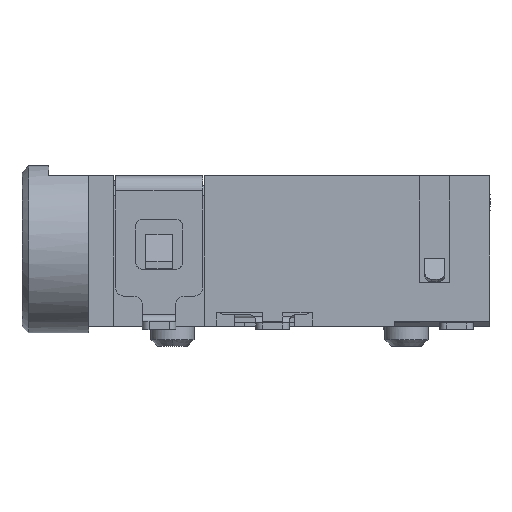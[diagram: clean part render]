
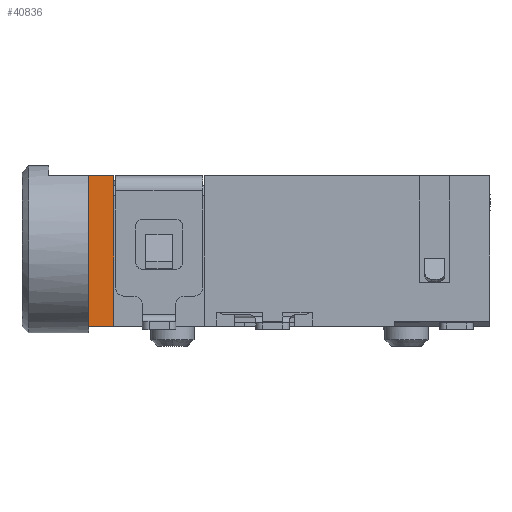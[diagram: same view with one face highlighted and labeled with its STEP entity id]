
A CAD part, front view. The second image highlights one B-rep face of the part: STEP entity #40836.
In plain terms, the highlighted planar face has unit normal (0, -1, 0).
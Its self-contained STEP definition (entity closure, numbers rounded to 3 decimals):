
#14582 = PLANE('',#14583);
#14583 = AXIS2_PLACEMENT_3D('',#14584,#14585,#14586);
#14584 = CARTESIAN_POINT('',(12.,-3.15,
    0.1));
#14585 = DIRECTION('',(0.,0.,-1.));
#14586 = DIRECTION('',(0.,-1.,0.));
#16176 = PLANE('',#16177);
#16177 = AXIS2_PLACEMENT_3D('',#16178,#16179,#16180);
#16178 = CARTESIAN_POINT('',(0.,-3.15,
    0.1));
#16179 = DIRECTION('',(-1.,0.,0.));
#16180 = DIRECTION('',(0.,-1.,0.));
#16267 = PLANE('',#16268);
#16268 = AXIS2_PLACEMENT_3D('',#16269,#16270,#16271);
#16269 = CARTESIAN_POINT('',(12.,3.15,
    4.6));
#16270 = DIRECTION('',(0.,0.,1.));
#16271 = DIRECTION('',(1.,0.,0.));
#38883 = PLANE('',#38884);
#38884 = AXIS2_PLACEMENT_3D('',#38885,#38886,#38887);
#38885 = CARTESIAN_POINT('',(0.75,-1.187,
    4.6));
#38886 = DIRECTION('',(-1.,0.,0.));
#38887 = DIRECTION('',(0.,-1.,0.));
#40836 = ADVANCED_FACE('',(#40837),#40851,.T.);
#40837 = FACE_BOUND('',#40838,.T.);
#40838 = EDGE_LOOP('',(#40839,#40869,#40892,#40915));
#40839 = ORIENTED_EDGE('',*,*,#40840,.F.);
#40840 = EDGE_CURVE('',#40841,#40843,#40845,.T.);
#40841 = VERTEX_POINT('',#40842);
#40842 = CARTESIAN_POINT('',(0.75,-3.15,
    0.1));
#40843 = VERTEX_POINT('',#40844);
#40844 = CARTESIAN_POINT('',(0.,-3.15,
    0.1));
#40845 = SURFACE_CURVE('',#40846,(#40850,#40862),.PCURVE_S1.);
#40846 = LINE('',#40847,#40848);
#40847 = CARTESIAN_POINT('',(12.,-3.15,
    0.1));
#40848 = VECTOR('',#40849,1.);
#40849 = DIRECTION('',(-1.,0.,0.));
#40850 = PCURVE('',#40851,#40856);
#40851 = PLANE('',#40852);
#40852 = AXIS2_PLACEMENT_3D('',#40853,#40854,#40855);
#40853 = CARTESIAN_POINT('',(12.,-3.15,
    4.6));
#40854 = DIRECTION('',(0.,-1.,0.));
#40855 = DIRECTION('',(0.,0.,-1.));
#40856 = DEFINITIONAL_REPRESENTATION('',(#40857),#40861);
#40857 = LINE('',#40858,#40859);
#40858 = CARTESIAN_POINT('',(4.5,0.));
#40859 = VECTOR('',#40860,1.);
#40860 = DIRECTION('',(0.,-1.));
#40861 = ( GEOMETRIC_REPRESENTATION_CONTEXT(2) 
PARAMETRIC_REPRESENTATION_CONTEXT() REPRESENTATION_CONTEXT('2D SPACE',''
  ) );
#40862 = PCURVE('',#14582,#40863);
#40863 = DEFINITIONAL_REPRESENTATION('',(#40864),#40868);
#40864 = LINE('',#40865,#40866);
#40865 = CARTESIAN_POINT('',(0.,0.));
#40866 = VECTOR('',#40867,1.);
#40867 = DIRECTION('',(0.,1.));
#40868 = ( GEOMETRIC_REPRESENTATION_CONTEXT(2) 
PARAMETRIC_REPRESENTATION_CONTEXT() REPRESENTATION_CONTEXT('2D SPACE',''
  ) );
#40869 = ORIENTED_EDGE('',*,*,#40870,.T.);
#40870 = EDGE_CURVE('',#40841,#40871,#40873,.T.);
#40871 = VERTEX_POINT('',#40872);
#40872 = CARTESIAN_POINT('',(0.75,-3.15,
    4.6));
#40873 = SURFACE_CURVE('',#40874,(#40878,#40885),.PCURVE_S1.);
#40874 = LINE('',#40875,#40876);
#40875 = CARTESIAN_POINT('',(0.75,-3.15,
    4.6));
#40876 = VECTOR('',#40877,1.);
#40877 = DIRECTION('',(0.,0.,1.));
#40878 = PCURVE('',#40851,#40879);
#40879 = DEFINITIONAL_REPRESENTATION('',(#40880),#40884);
#40880 = LINE('',#40881,#40882);
#40881 = CARTESIAN_POINT('',(0.,-11.25));
#40882 = VECTOR('',#40883,1.);
#40883 = DIRECTION('',(-1.,0.));
#40884 = ( GEOMETRIC_REPRESENTATION_CONTEXT(2) 
PARAMETRIC_REPRESENTATION_CONTEXT() REPRESENTATION_CONTEXT('2D SPACE',''
  ) );
#40885 = PCURVE('',#38883,#40886);
#40886 = DEFINITIONAL_REPRESENTATION('',(#40887),#40891);
#40887 = LINE('',#40888,#40889);
#40888 = CARTESIAN_POINT('',(1.963,0.));
#40889 = VECTOR('',#40890,1.);
#40890 = DIRECTION('',(-0.,1.));
#40891 = ( GEOMETRIC_REPRESENTATION_CONTEXT(2) 
PARAMETRIC_REPRESENTATION_CONTEXT() REPRESENTATION_CONTEXT('2D SPACE',''
  ) );
#40892 = ORIENTED_EDGE('',*,*,#40893,.F.);
#40893 = EDGE_CURVE('',#40894,#40871,#40896,.T.);
#40894 = VERTEX_POINT('',#40895);
#40895 = CARTESIAN_POINT('',(0.,-3.15,
    4.6));
#40896 = SURFACE_CURVE('',#40897,(#40901,#40908),.PCURVE_S1.);
#40897 = LINE('',#40898,#40899);
#40898 = CARTESIAN_POINT('',(12.,-3.15,
    4.6));
#40899 = VECTOR('',#40900,1.);
#40900 = DIRECTION('',(1.,0.,0.));
#40901 = PCURVE('',#40851,#40902);
#40902 = DEFINITIONAL_REPRESENTATION('',(#40903),#40907);
#40903 = LINE('',#40904,#40905);
#40904 = CARTESIAN_POINT('',(0.,0.));
#40905 = VECTOR('',#40906,1.);
#40906 = DIRECTION('',(0.,1.));
#40907 = ( GEOMETRIC_REPRESENTATION_CONTEXT(2) 
PARAMETRIC_REPRESENTATION_CONTEXT() REPRESENTATION_CONTEXT('2D SPACE',''
  ) );
#40908 = PCURVE('',#16267,#40909);
#40909 = DEFINITIONAL_REPRESENTATION('',(#40910),#40914);
#40910 = LINE('',#40911,#40912);
#40911 = CARTESIAN_POINT('',(0.,-6.3));
#40912 = VECTOR('',#40913,1.);
#40913 = DIRECTION('',(1.,0.));
#40914 = ( GEOMETRIC_REPRESENTATION_CONTEXT(2) 
PARAMETRIC_REPRESENTATION_CONTEXT() REPRESENTATION_CONTEXT('2D SPACE',''
  ) );
#40915 = ORIENTED_EDGE('',*,*,#40916,.F.);
#40916 = EDGE_CURVE('',#40843,#40894,#40917,.T.);
#40917 = SURFACE_CURVE('',#40918,(#40922,#40929),.PCURVE_S1.);
#40918 = LINE('',#40919,#40920);
#40919 = CARTESIAN_POINT('',(0.,-3.15,
    0.1));
#40920 = VECTOR('',#40921,1.);
#40921 = DIRECTION('',(0.,0.,1.));
#40922 = PCURVE('',#40851,#40923);
#40923 = DEFINITIONAL_REPRESENTATION('',(#40924),#40928);
#40924 = LINE('',#40925,#40926);
#40925 = CARTESIAN_POINT('',(4.5,-12.));
#40926 = VECTOR('',#40927,1.);
#40927 = DIRECTION('',(-1.,0.));
#40928 = ( GEOMETRIC_REPRESENTATION_CONTEXT(2) 
PARAMETRIC_REPRESENTATION_CONTEXT() REPRESENTATION_CONTEXT('2D SPACE',''
  ) );
#40929 = PCURVE('',#16176,#40930);
#40930 = DEFINITIONAL_REPRESENTATION('',(#40931),#40935);
#40931 = LINE('',#40932,#40933);
#40932 = CARTESIAN_POINT('',(0.,0.));
#40933 = VECTOR('',#40934,1.);
#40934 = DIRECTION('',(-0.,1.));
#40935 = ( GEOMETRIC_REPRESENTATION_CONTEXT(2) 
PARAMETRIC_REPRESENTATION_CONTEXT() REPRESENTATION_CONTEXT('2D SPACE',''
  ) );
